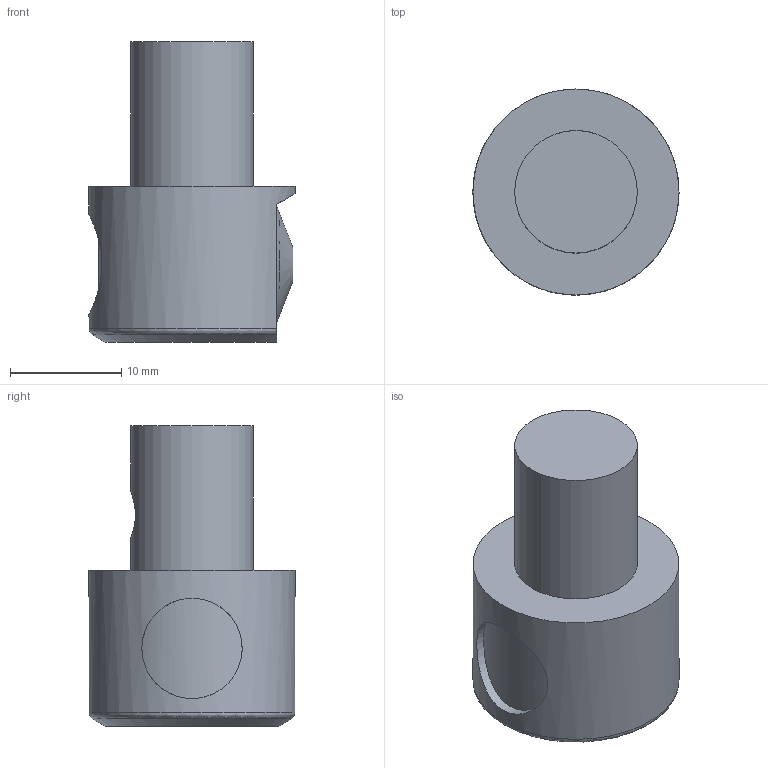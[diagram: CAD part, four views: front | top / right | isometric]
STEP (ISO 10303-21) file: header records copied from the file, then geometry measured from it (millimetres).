
FILE_DESCRIPTION((''),'1');
FILE_NAME('EWN04-7CK1.stp','2022-09-26T07:41:51',(''),(''),'Spatial Interop R21 SP3','Kubotek KeyCreator 2011 V10.0.2 (22737)',' ');
FILE_SCHEMA(('automotive_design'));
Length unit declared in the file: millimetre
Products named in the file (2): 1; 2
Bounding box: 18.5 x 18.5 x 27 mm (x, y, z)
Volume: 4791.2 mm3; surface area: 2692.2 mm2
Topology: 2 solids, 2 shells, 18 faces, 39 edges, 27 vertices
Faces by surface type: cylinder 7, plane 7, cone 3, torus 1
Full cylindrical faces by diameter (mm): 4.2 x1, 9 x1, 9.004 x1, 10.45 x1, 11 x1, 18.5 x1
Entity records: 1142 total; most frequent: CARTESIAN_POINT 312, PRESENTATION_STYLE_ASSIGNMENT 84, COLOUR_RGB 84, DIRECTION 68, STYLED_ITEM 64, ORIENTED_EDGE 56, CURVE_STYLE 48, DRAUGHTING_PRE_DEFINED_CURVE_FONT 48
